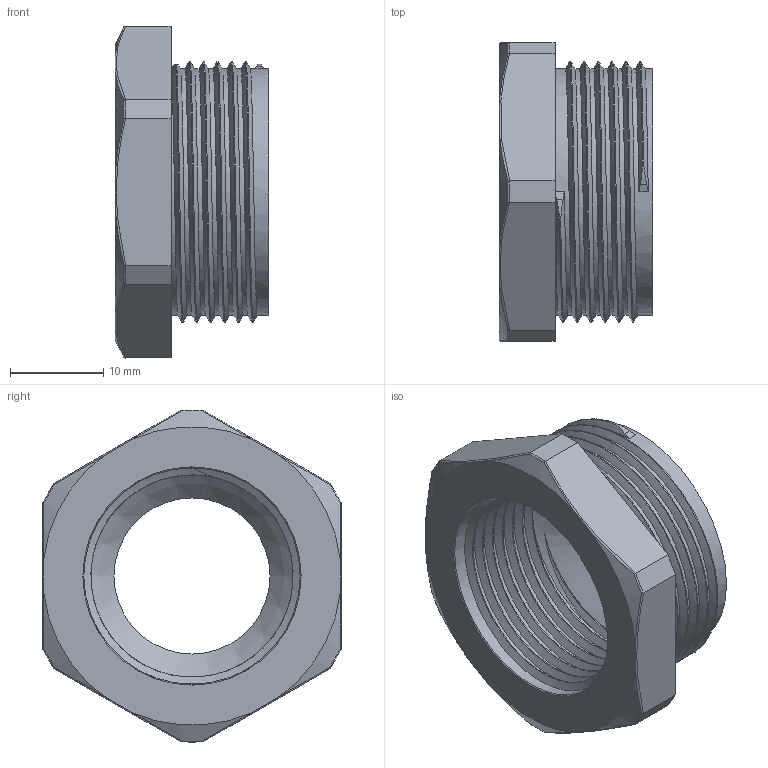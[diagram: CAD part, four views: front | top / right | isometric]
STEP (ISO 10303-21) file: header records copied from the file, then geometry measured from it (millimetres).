
FILE_DESCRIPTION(/* description */ ('Reduzierung sechskant PG 21/ PG 16 Bauform A'),/* implementation_level */ '2;1');
FILE_NAME(/* name */ '11082116-RST.stp',/* time_stamp */ '2020-04-29T09:55:55+02:00',/* author */ ('sl'),/* organization */ (''),/* preprocessor_version */ 'ST-DEVELOPER v16.5',/* originating_system */ 'Autodesk Inventor 2017',/* authorisation */ '');
FILE_SCHEMA (('AUTOMOTIVE_DESIGN { 1 0 10303 214 3 1 1 }'));
Length unit declared in the file: millimetre
Products named in the file (1): 11082116
Bounding box: 16.5 x 32 x 35.62 mm (x, y, z)
Volume: 5061.3 mm3; surface area: 4732.4 mm2
Topology: 1 solids, 1 shells, 65 faces, 178 edges, 117 vertices
Faces by surface type: cylinder 22, plane 19, bspline 16, cone 8
Full cylindrical faces by diameter (mm): 16.74 x1, 23.222 x7, 24.19 x1, 26.478 x6
Entity records: 4555 total; most frequent: CARTESIAN_POINT 3347, ORIENTED_EDGE 262, DIRECTION 211, EDGE_CURVE 131, VERTEX_POINT 89, AXIS2_PLACEMENT_3D 89, EDGE_LOOP 62, FACE_OUTER_BOUND 52
